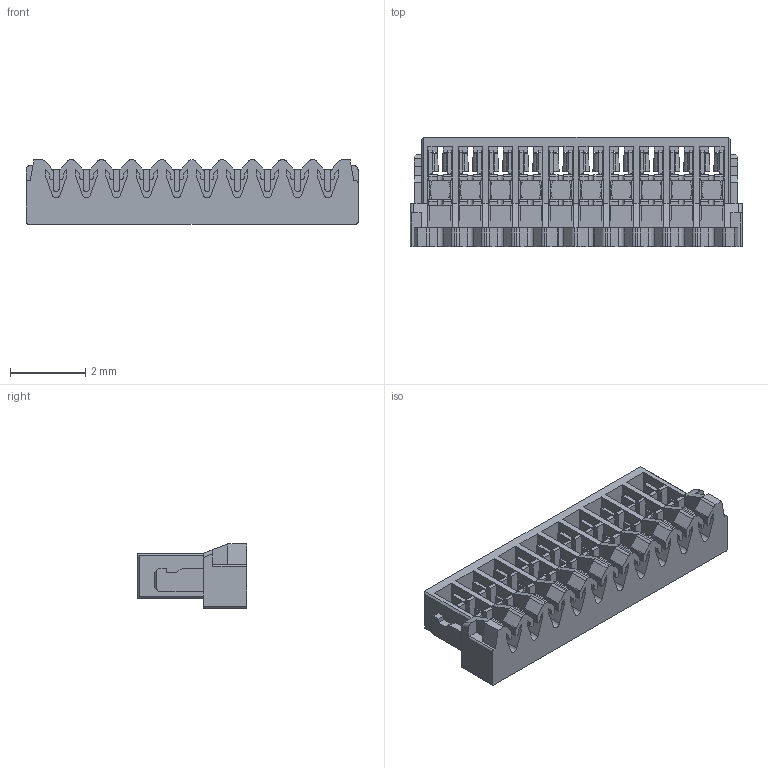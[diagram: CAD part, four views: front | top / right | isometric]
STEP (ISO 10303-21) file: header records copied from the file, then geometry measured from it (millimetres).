
FILE_DESCRIPTION(/* description */ ('Unknown'),/* implementation_level */ '2;1');
FILE_NAME(/* name */ '689010114322',/* time_stamp */ '2023-07-07T14:00:28+02:00',/* author */ ('Unknown'),/* organization */ ('Unknown'),/* preprocessor_version */ 'ST-DEVELOPER v18.102',/* originating_system */ 'Solid Edge',/* authorisation */ 'Unknown');
FILE_SCHEMA (('AUTOMOTIVE_DESIGN {1 0 10303 214 3 1 1}'));
Length unit declared in the file: millimetre
Products named in the file (3): 6890xx114322; 689010114322; 6890xx114322_Pin
Assembly tree (11 placements, depth 2):
  6890xx114322
    689010114322
    6890xx114322_Pin  x10
Bounding box: 8.8 x 2.9 x 1.7 mm (x, y, z)
Volume: 20.8 mm3; surface area: 207.4 mm2
Topology: 11 solids, 11 shells, 1458 faces, 4300 edges, 2844 vertices
Faces by surface type: plane 932, cylinder 446, torus 40, bspline 40
Entity records: 24207 total; most frequent: CARTESIAN_POINT 4458, ORIENTED_EDGE 4334, DIRECTION 3831, EDGE_CURVE 2167, LINE 1885, VECTOR 1885, VERTEX_POINT 1440, AXIS2_PLACEMENT_3D 973
